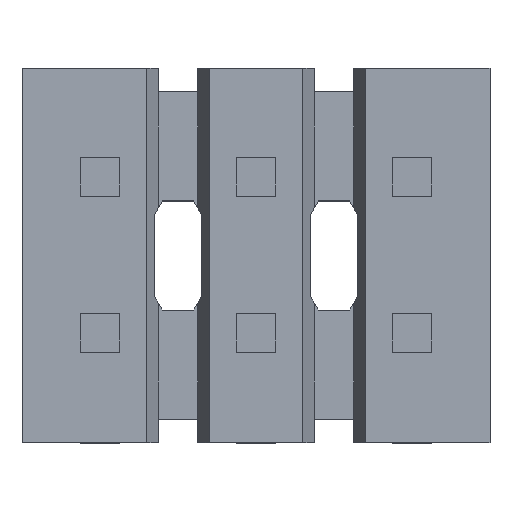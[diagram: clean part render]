
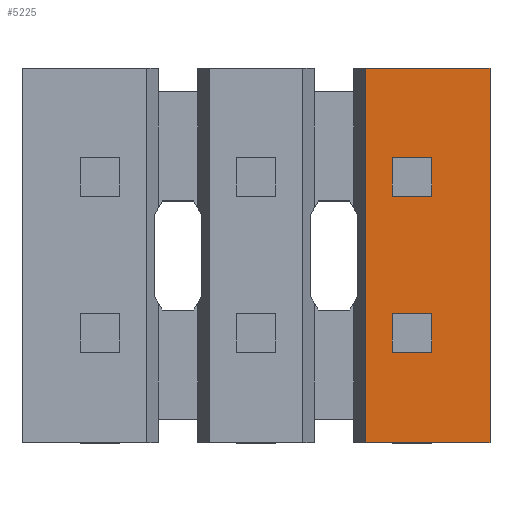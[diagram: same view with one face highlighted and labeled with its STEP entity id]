
A CAD part, top view. The second image highlights one B-rep face of the part: STEP entity #5225.
In plain terms, the highlighted planar face has unit normal (0, 0, 1).
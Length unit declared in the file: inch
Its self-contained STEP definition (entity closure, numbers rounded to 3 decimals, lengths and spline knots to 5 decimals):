
#448=ORIENTED_EDGE('',*,*,#1898,.F.);
#449=ORIENTED_EDGE('',*,*,#1899,.F.);
#450=ORIENTED_EDGE('',*,*,#1900,.F.);
#451=ORIENTED_EDGE('',*,*,#1901,.F.);
#452=ORIENTED_EDGE('',*,*,#1902,.F.);
#453=ORIENTED_EDGE('',*,*,#1903,.F.);
#454=ORIENTED_EDGE('',*,*,#1904,.F.);
#455=ORIENTED_EDGE('',*,*,#1905,.F.);
#456=ORIENTED_EDGE('',*,*,#1684,.T.);
#457=ORIENTED_EDGE('',*,*,#1906,.T.);
#458=ORIENTED_EDGE('',*,*,#1786,.T.);
#459=ORIENTED_EDGE('',*,*,#1907,.T.);
#1684=EDGE_CURVE('',#2449,#2448,#2952,.T.);
#1786=EDGE_CURVE('',#2533,#2532,#3052,.T.);
#1898=EDGE_CURVE('',#2608,#2609,#3162,.T.);
#1899=EDGE_CURVE('',#2610,#2608,#3163,.T.);
#1900=EDGE_CURVE('',#2611,#2610,#3164,.T.);
#1901=EDGE_CURVE('',#2609,#2611,#3165,.T.);
#1902=EDGE_CURVE('',#2612,#2613,#3166,.T.);
#1903=EDGE_CURVE('',#2614,#2612,#3167,.T.);
#1904=EDGE_CURVE('',#2615,#2614,#3168,.T.);
#1905=EDGE_CURVE('',#2613,#2615,#3169,.T.);
#1906=EDGE_CURVE('',#2448,#2533,#3170,.T.);
#1907=EDGE_CURVE('',#2532,#2449,#3171,.T.);
#2448=VERTEX_POINT('',#7271);
#2449=VERTEX_POINT('',#7273);
#2532=VERTEX_POINT('',#7474);
#2533=VERTEX_POINT('',#7476);
#2608=VERTEX_POINT('',#7688);
#2609=VERTEX_POINT('',#7689);
#2610=VERTEX_POINT('',#7691);
#2611=VERTEX_POINT('',#7693);
#2612=VERTEX_POINT('',#7696);
#2613=VERTEX_POINT('',#7697);
#2614=VERTEX_POINT('',#7699);
#2615=VERTEX_POINT('',#7701);
#2952=LINE('',#7272,#3652);
#3052=LINE('',#7475,#3752);
#3162=LINE('',#7687,#3862);
#3163=LINE('',#7690,#3863);
#3164=LINE('',#7692,#3864);
#3165=LINE('',#7694,#3865);
#3166=LINE('',#7695,#3866);
#3167=LINE('',#7698,#3867);
#3168=LINE('',#7700,#3868);
#3169=LINE('',#7702,#3869);
#3170=LINE('',#7703,#3870);
#3171=LINE('',#7704,#3871);
#3652=VECTOR('',#5866,39.37008);
#3752=VECTOR('',#6004,39.37008);
#3862=VECTOR('',#6168,39.37008);
#3863=VECTOR('',#6169,39.37008);
#3864=VECTOR('',#6170,39.37008);
#3865=VECTOR('',#6171,39.37008);
#3866=VECTOR('',#6172,39.37008);
#3867=VECTOR('',#6173,39.37008);
#3868=VECTOR('',#6174,39.37008);
#3869=VECTOR('',#6175,39.37008);
#3870=VECTOR('',#6176,39.37008);
#3871=VECTOR('',#6177,39.37008);
#4373=EDGE_LOOP('',(#448,#449,#450,#451));
#4374=EDGE_LOOP('',(#452,#453,#454,#455));
#4375=EDGE_LOOP('',(#456,#457,#458,#459));
#4679=FACE_BOUND('',#4373,.T.);
#4680=FACE_BOUND('',#4374,.T.);
#4681=FACE_BOUND('',#4375,.T.);
#4983=PLANE('',#5542);
#5225=ADVANCED_FACE('',(#4679,#4680,#4681),#4983,.T.);
#5542=AXIS2_PLACEMENT_3D('',#7686,#6166,#6167);
#5866=DIRECTION('',(-1.,0.,0.));
#6004=DIRECTION('',(1.,0.,0.));
#6166=DIRECTION('',(0.,0.,1.));
#6167=DIRECTION('',(1.,0.,0.));
#6168=DIRECTION('',(-1.,0.,0.));
#6169=DIRECTION('',(0.,1.,0.));
#6170=DIRECTION('',(1.,0.,0.));
#6171=DIRECTION('',(0.,-1.,0.));
#6172=DIRECTION('',(-1.,0.,0.));
#6173=DIRECTION('',(0.,1.,0.));
#6174=DIRECTION('',(1.,0.,0.));
#6175=DIRECTION('',(0.,-1.,0.));
#6176=DIRECTION('',(0.,-1.,0.));
#6177=DIRECTION('',(0.,1.,0.));
#7271=CARTESIAN_POINT('',(0.07,0.12,0.05));
#7272=CARTESIAN_POINT('',(0.15,0.12,0.05));
#7273=CARTESIAN_POINT('',(0.15,0.12,0.05));
#7474=CARTESIAN_POINT('',(0.15,-0.12,0.05));
#7475=CARTESIAN_POINT('',(-0.15,-0.12,0.05));
#7476=CARTESIAN_POINT('',(0.07,-0.12,0.05));
#7686=CARTESIAN_POINT('',(0.,0.,0.05));
#7687=CARTESIAN_POINT('',(0.1125,-0.0375,0.05));
#7688=CARTESIAN_POINT('',(0.1125,-0.0375,0.05));
#7689=CARTESIAN_POINT('',(0.0875,-0.0375,0.05));
#7690=CARTESIAN_POINT('',(0.1125,-0.0625,0.05));
#7691=CARTESIAN_POINT('',(0.1125,-0.0625,0.05));
#7692=CARTESIAN_POINT('',(0.0875,-0.0625,0.05));
#7693=CARTESIAN_POINT('',(0.0875,-0.0625,0.05));
#7694=CARTESIAN_POINT('',(0.0875,-0.0375,0.05));
#7695=CARTESIAN_POINT('',(0.1125,0.0625,0.05));
#7696=CARTESIAN_POINT('',(0.1125,0.0625,0.05));
#7697=CARTESIAN_POINT('',(0.0875,0.0625,0.05));
#7698=CARTESIAN_POINT('',(0.1125,0.0375,0.05));
#7699=CARTESIAN_POINT('',(0.1125,0.0375,0.05));
#7700=CARTESIAN_POINT('',(0.0875,0.0375,0.05));
#7701=CARTESIAN_POINT('',(0.0875,0.0375,0.05));
#7702=CARTESIAN_POINT('',(0.0875,0.0625,0.05));
#7703=CARTESIAN_POINT('',(0.07,0.,0.05));
#7704=CARTESIAN_POINT('',(0.15,-0.12,0.05));
